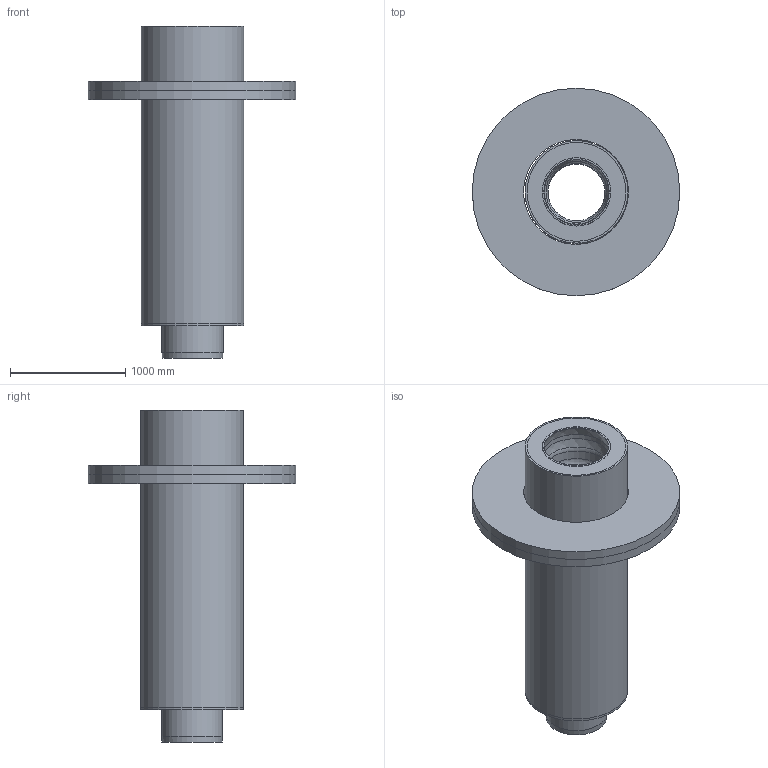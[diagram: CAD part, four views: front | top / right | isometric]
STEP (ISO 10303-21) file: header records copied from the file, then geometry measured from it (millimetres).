
FILE_DESCRIPTION(/* description */ (''),/* implementation_level */ '2;1');
FILE_NAME(/* name */ '82651.050X_3D.stp',/* time_stamp */ '2024-12-12T09:49:44+01:00',/* author */ ('CAD'),/* organization */ (''),/* preprocessor_version */ 'ST-DEVELOPER v20',/* originating_system */ 'AutoCAD Mechanical',/* authorisation */ '');
FILE_SCHEMA (('AUTOMOTIVE_DESIGN { 1 0 10303 214 3 1 1 }'));
Length unit declared in the file: centimetre
Products named in the file (1): Product
Bounding box: 1800 x 1800 x 2880 mm (x, y, z)
Volume: 572025237.1 mm3; surface area: 35841531.9 mm2
Topology: 6 solids, 6 shells, 54 faces, 108 edges, 70 vertices
Faces by surface type: cylinder 20, plane 16, torus 7, bspline 6, cone 5
Full cylindrical faces by diameter (mm): 500 x1, 530 x2, 560 x1, 590 x1, 600 x1, 630 x3, 750 x1, 770 x1, 858 x3, 890 x2, 910 x2, 1800 x2
Entity records: 1629 total; most frequent: CARTESIAN_POINT 389, DIRECTION 289, ORIENTED_EDGE 216, AXIS2_PLACEMENT_3D 132, EDGE_CURVE 108, CIRCLE 83, EDGE_LOOP 70, VERTEX_POINT 70
